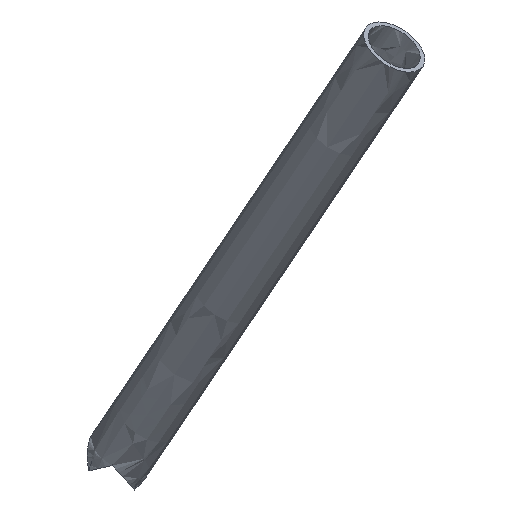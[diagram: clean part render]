
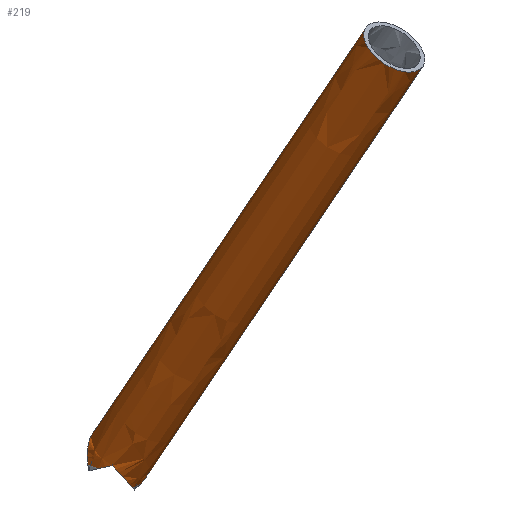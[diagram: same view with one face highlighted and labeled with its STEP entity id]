
A CAD part, isometric view. The second image highlights one B-rep face of the part: STEP entity #219.
In plain terms, the highlighted free-form (B-spline) face has degree [5, 4] with [6, 5] control points.
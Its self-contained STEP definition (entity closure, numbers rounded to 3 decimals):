
#57=CARTESIAN_POINT('Axis2P3D Location',(-1976.,-285.604,140.364)) ;
#61=CARTESIAN_POINT('Vertex',(-1979.708,-277.521,144.937)) ;
#63=CARTESIAN_POINT('Vertex',(-1972.292,-293.687,135.791)) ;
#95=CARTESIAN_POINT('Control Point',(-1979.708,-277.521,144.937)) ;
#96=CARTESIAN_POINT('Control Point',(-1988.555,-282.095,145.846)) ;
#97=CARTESIAN_POINT('Control Point',(-1989.27,-292.464,141.728)) ;
#98=CARTESIAN_POINT('Control Point',(-1981.138,-298.26,136.7)) ;
#99=CARTESIAN_POINT('Control Point',(-1972.292,-293.687,135.791)) ;
#100=CARTESIAN_POINT('Control Point',(-1989.708,-264.402,113.639)) ;
#101=CARTESIAN_POINT('Control Point',(-1998.555,-268.975,114.549)) ;
#102=CARTESIAN_POINT('Control Point',(-1999.27,-279.344,110.43)) ;
#103=CARTESIAN_POINT('Control Point',(-1991.138,-285.141,105.402)) ;
#104=CARTESIAN_POINT('Control Point',(-1982.292,-280.568,104.493)) ;
#105=CARTESIAN_POINT('Control Point',(-1999.708,-251.282,82.341)) ;
#106=CARTESIAN_POINT('Control Point',(-2008.555,-255.855,83.251)) ;
#107=CARTESIAN_POINT('Control Point',(-2009.27,-266.225,79.133)) ;
#108=CARTESIAN_POINT('Control Point',(-2001.138,-272.021,74.105)) ;
#109=CARTESIAN_POINT('Control Point',(-1992.292,-267.448,73.195)) ;
#110=CARTESIAN_POINT('Control Point',(-2009.708,-238.162,51.044)) ;
#111=CARTESIAN_POINT('Control Point',(-2018.555,-242.736,51.953)) ;
#112=CARTESIAN_POINT('Control Point',(-2019.27,-253.105,47.835)) ;
#113=CARTESIAN_POINT('Control Point',(-2011.138,-258.902,42.807)) ;
#114=CARTESIAN_POINT('Control Point',(-2002.292,-254.328,41.897)) ;
#115=CARTESIAN_POINT('Control Point',(-2019.708,-225.043,19.746)) ;
#116=CARTESIAN_POINT('Control Point',(-2028.555,-229.616,20.656)) ;
#117=CARTESIAN_POINT('Control Point',(-2029.27,-239.985,16.537)) ;
#118=CARTESIAN_POINT('Control Point',(-2021.138,-245.782,11.509)) ;
#119=CARTESIAN_POINT('Control Point',(-2012.292,-241.209,10.6)) ;
#120=CARTESIAN_POINT('Control Point',(-2029.708,-211.923,-11.552)) ;
#121=CARTESIAN_POINT('Control Point',(-2038.555,-216.496,-10.642)) ;
#122=CARTESIAN_POINT('Control Point',(-2039.27,-226.866,-14.76)) ;
#123=CARTESIAN_POINT('Control Point',(-2031.138,-232.662,-19.788)) ;
#124=CARTESIAN_POINT('Control Point',(-2022.292,-228.089,-20.698)) ;
#126=CARTESIAN_POINT('Control Point',(-2026.,-229.229,-19.991)) ;
#127=CARTESIAN_POINT('Control Point',(-2025.809,-229.284,-19.859)) ;
#128=CARTESIAN_POINT('Control Point',(-2025.617,-229.337,-19.726)) ;
#129=CARTESIAN_POINT('Control Point',(-2025.443,-229.383,-19.603)) ;
#130=CARTESIAN_POINT('Control Point',(-2025.11,-229.467,-19.369)) ;
#131=CARTESIAN_POINT('Control Point',(-2024.779,-229.544,-19.132)) ;
#132=CARTESIAN_POINT('Control Point',(-2024.604,-229.583,-19.008)) ;
#133=CARTESIAN_POINT('Control Point',(-2023.723,-229.767,-18.371)) ;
#134=CARTESIAN_POINT('Control Point',(-2022.848,-229.899,-17.716)) ;
#135=CARTESIAN_POINT('Control Point',(-2022.168,-229.97,-17.194)) ;
#136=CARTESIAN_POINT('Control Point',(-2021.494,-230.006,-16.663)) ;
#137=CARTESIAN_POINT('Control Point',(-2020.83,-230.006,-16.125)) ;
#138=CARTESIAN_POINT('Vertex',(-2026.,-229.229,-19.991)) ;
#140=CARTESIAN_POINT('Vertex',(-2020.83,-230.006,-16.125)) ;
#144=CARTESIAN_POINT('Control Point',(-1972.292,-293.687,135.791)) ;
#145=CARTESIAN_POINT('Control Point',(-1981.999,-280.951,105.407)) ;
#146=CARTESIAN_POINT('Control Point',(-1991.707,-268.215,75.024)) ;
#147=CARTESIAN_POINT('Control Point',(-2001.415,-255.479,44.641)) ;
#148=CARTESIAN_POINT('Control Point',(-2011.123,-242.742,14.258)) ;
#149=CARTESIAN_POINT('Control Point',(-2020.83,-230.006,-16.125)) ;
#152=CARTESIAN_POINT('Control Point',(-1979.708,-277.521,144.937)) ;
#153=CARTESIAN_POINT('Control Point',(-1989.375,-264.839,114.682)) ;
#154=CARTESIAN_POINT('Control Point',(-1999.042,-252.157,84.428)) ;
#155=CARTESIAN_POINT('Control Point',(-2008.708,-239.474,54.174)) ;
#156=CARTESIAN_POINT('Control Point',(-2018.375,-226.792,23.919)) ;
#157=CARTESIAN_POINT('Control Point',(-2028.042,-214.11,-6.335)) ;
#158=CARTESIAN_POINT('Vertex',(-2028.042,-214.11,-6.335)) ;
#162=CARTESIAN_POINT('Control Point',(-2035.526,-220.006,-13.081)) ;
#163=CARTESIAN_POINT('Control Point',(-2035.413,-219.755,-12.728)) ;
#164=CARTESIAN_POINT('Control Point',(-2035.284,-219.503,-12.381)) ;
#165=CARTESIAN_POINT('Control Point',(-2035.147,-219.267,-12.057)) ;
#166=CARTESIAN_POINT('Control Point',(-2034.654,-218.501,-11.027)) ;
#167=CARTESIAN_POINT('Control Point',(-2034.011,-217.746,-10.064)) ;
#168=CARTESIAN_POINT('Control Point',(-2033.512,-217.249,-9.452)) ;
#169=CARTESIAN_POINT('Control Point',(-2032.297,-216.214,-8.236)) ;
#170=CARTESIAN_POINT('Control Point',(-2030.806,-215.288,-7.278)) ;
#171=CARTESIAN_POINT('Control Point',(-2029.934,-214.834,-6.853)) ;
#172=CARTESIAN_POINT('Control Point',(-2029.004,-214.438,-6.536)) ;
#173=CARTESIAN_POINT('Control Point',(-2028.042,-214.11,-6.335)) ;
#174=CARTESIAN_POINT('Vertex',(-2035.526,-220.006,-13.081)) ;
#178=CARTESIAN_POINT('Control Point',(-2035.526,-220.006,-13.081)) ;
#179=CARTESIAN_POINT('Control Point',(-2035.503,-220.115,-13.011)) ;
#180=CARTESIAN_POINT('Control Point',(-2035.48,-220.224,-12.941)) ;
#181=CARTESIAN_POINT('Control Point',(-2035.445,-220.384,-12.838)) ;
#182=CARTESIAN_POINT('Control Point',(-2035.366,-220.734,-12.614)) ;
#183=CARTESIAN_POINT('Control Point',(-2035.28,-221.084,-12.393)) ;
#184=CARTESIAN_POINT('Control Point',(-2035.218,-221.325,-12.242)) ;
#185=CARTESIAN_POINT('Control Point',(-2035.057,-221.915,-11.873)) ;
#186=CARTESIAN_POINT('Control Point',(-2034.877,-222.504,-11.512)) ;
#187=CARTESIAN_POINT('Control Point',(-2034.764,-222.852,-11.3)) ;
#188=CARTESIAN_POINT('Control Point',(-2034.405,-223.894,-10.674)) ;
#189=CARTESIAN_POINT('Control Point',(-2033.983,-224.929,-10.072)) ;
#190=CARTESIAN_POINT('Control Point',(-2033.674,-225.616,-9.683)) ;
#191=CARTESIAN_POINT('Control Point',(-2033.334,-226.297,-9.307)) ;
#192=CARTESIAN_POINT('Control Point',(-2032.963,-226.969,-8.947)) ;
#193=CARTESIAN_POINT('Vertex',(-2032.963,-226.969,-8.947)) ;
#197=CARTESIAN_POINT('Control Point',(-2026.,-229.229,-19.991)) ;
#198=CARTESIAN_POINT('Control Point',(-2026.193,-229.328,-19.753)) ;
#199=CARTESIAN_POINT('Control Point',(-2026.387,-229.421,-19.511)) ;
#200=CARTESIAN_POINT('Control Point',(-2026.622,-229.523,-19.213)) ;
#201=CARTESIAN_POINT('Control Point',(-2027.653,-229.925,-17.886)) ;
#202=CARTESIAN_POINT('Control Point',(-2028.675,-230.1,-16.477)) ;
#203=CARTESIAN_POINT('Control Point',(-2029.486,-230.079,-15.292)) ;
#204=CARTESIAN_POINT('Control Point',(-2030.808,-229.732,-13.23)) ;
#205=CARTESIAN_POINT('Control Point',(-2031.922,-228.797,-11.224)) ;
#206=CARTESIAN_POINT('Control Point',(-2032.339,-228.298,-10.409)) ;
#207=CARTESIAN_POINT('Control Point',(-2032.691,-227.685,-9.642)) ;
#208=CARTESIAN_POINT('Control Point',(-2032.963,-226.969,-8.947)) ;
#58=DIRECTION('Axis2P3D Direction',(0.283,-0.371,0.885)) ;
#59=AXIS2_PLACEMENT_3D('Circle Axis2P3D',#57,#58,$) ;
#211=ORIENTED_EDGE('',*,*,#142,.T.) ;
#212=ORIENTED_EDGE('',*,*,#150,.F.) ;
#213=ORIENTED_EDGE('',*,*,#65,.F.) ;
#214=ORIENTED_EDGE('',*,*,#160,.T.) ;
#215=ORIENTED_EDGE('',*,*,#176,.F.) ;
#216=ORIENTED_EDGE('',*,*,#195,.T.) ;
#217=ORIENTED_EDGE('',*,*,#209,.F.) ;
#219=ADVANCED_FACE('Corps principal',(#218),#94,.T.) ;
#125=B_SPLINE_CURVE_WITH_KNOTS('',5,(#126,#127,#128,#129,#130,#131,#132,#133,#134,#135,#136,#137),.UNSPECIFIED.,.F.,.U.,(6,3,3,6),(0.,1.689,3.377,9.497),.UNSPECIFIED.) ;
#161=B_SPLINE_CURVE_WITH_KNOTS('',5,(#162,#163,#164,#165,#166,#167,#168,#169,#170,#171,#172,#173),.UNSPECIFIED.,.F.,.U.,(6,3,3,6),(0.,3.179,9.72,17.271),.UNSPECIFIED.) ;
#177=B_SPLINE_CURVE_WITH_KNOTS('',5,(#178,#179,#180,#181,#182,#183,#184,#185,#186,#187,#188,#189,#190,#191,#192),.UNSPECIFIED.,.F.,.U.,(6,3,3,3,6),(0.,0.924,2.97,5.941,11.882),.UNSPECIFIED.) ;
#196=B_SPLINE_CURVE_WITH_KNOTS('',5,(#197,#198,#199,#200,#201,#202,#203,#204,#205,#206,#207,#208),.UNSPECIFIED.,.F.,.U.,(6,3,3,6),(0.,2.305,12.284,19.418),.UNSPECIFIED.) ;
#60=CIRCLE('generated circle',#59,10.) ;
#65=EDGE_CURVE('',#62,#64,#60,.T.) ;
#142=EDGE_CURVE('',#139,#141,#125,.T.) ;
#150=EDGE_CURVE('',#64,#141,#143,.T.) ;
#160=EDGE_CURVE('',#62,#159,#151,.T.) ;
#176=EDGE_CURVE('',#175,#159,#161,.T.) ;
#195=EDGE_CURVE('',#175,#194,#177,.T.) ;
#209=EDGE_CURVE('',#139,#194,#196,.T.) ;
#210=EDGE_LOOP('',(#211,#212,#213,#214,#215,#216,#217)) ;
#218=FACE_OUTER_BOUND('',#210,.T.) ;
#62=VERTEX_POINT('',#61) ;
#64=VERTEX_POINT('',#63) ;
#139=VERTEX_POINT('',#138) ;
#141=VERTEX_POINT('',#140) ;
#159=VERTEX_POINT('',#158) ;
#175=VERTEX_POINT('',#174) ;
#194=VERTEX_POINT('',#193) ;
#143=(BOUNDED_CURVE()B_SPLINE_CURVE(5,(#144,#145,#146,#147,#148,#149),.UNSPECIFIED.,.F.,.U.)B_SPLINE_CURVE_WITH_KNOTS((6,6),(0.,171.725),.UNSPECIFIED.)CURVE()GEOMETRIC_REPRESENTATION_ITEM()RATIONAL_B_SPLINE_CURVE((1.,1.,1.,1.,1.,1.))REPRESENTATION_ITEM('')) ;
#151=(BOUNDED_CURVE()B_SPLINE_CURVE(5,(#152,#153,#154,#155,#156,#157),.UNSPECIFIED.,.F.,.U.)B_SPLINE_CURVE_WITH_KNOTS((6,6),(0.,170.998),.UNSPECIFIED.)CURVE()GEOMETRIC_REPRESENTATION_ITEM()RATIONAL_B_SPLINE_CURVE((1.,1.,1.,1.,1.,1.))REPRESENTATION_ITEM('')) ;
#94=(BOUNDED_SURFACE()B_SPLINE_SURFACE(5,4,((#95,#96,#97,#98,#99),(#100,#101,#102,#103,#104),(#105,#106,#107,#108,#109),(#110,#111,#112,#113,#114),(#115,#116,#117,#118,#119),(#120,#121,#122,#123,#124)),.UNSPECIFIED.,.F.,.F.,.U.)B_SPLINE_SURFACE_WITH_KNOTS((6,6),(5,5),(0.,176.895),(0.,31.416),.UNSPECIFIED.)GEOMETRIC_REPRESENTATION_ITEM()RATIONAL_B_SPLINE_SURFACE(((1.,0.707,0.667,0.707,1.),(1.,0.707,0.667,0.707,1.),(1.,0.707,0.667,0.707,1.),(1.,0.707,0.667,0.707,1.),(1.,0.707,0.667,0.707,1.),(1.,0.707,0.667,0.707,1.)))REPRESENTATION_ITEM('Rational BSpline Surface')SURFACE()) ;
